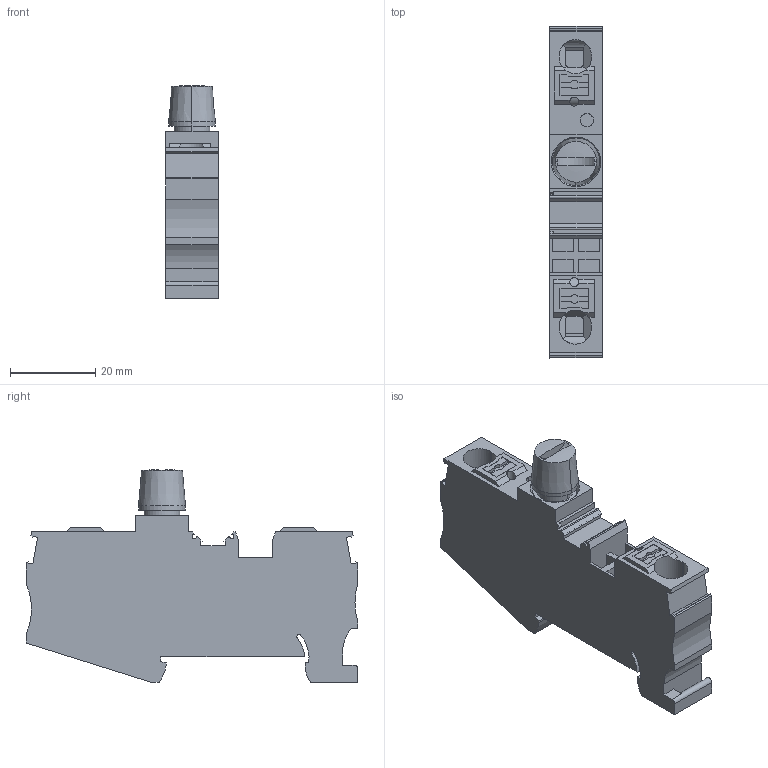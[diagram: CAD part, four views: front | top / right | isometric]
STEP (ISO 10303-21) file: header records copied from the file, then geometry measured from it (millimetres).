
FILE_DESCRIPTION(('Creo Elements/Direct Modeling STEP Export'),'2;1');
FILE_NAME('model.stp','2020-04-21T 8:12:19',(''),(''),'Creo Elements/Direct Modeling STEP processor for AP214 (Solid Model)','Creo Elements/Direct Modeling 20.1A 29-Sep-2018 (C) Parametric Technology GmbH','');
FILE_SCHEMA(('AUTOMOTIVE_DESIGN { 1 0 10303 214 1 1 1 1 }'));
Length unit declared in the file: millimetre
Products named in the file (2): PT_6_DREHSI_5X20-select
Assembly tree (1 placements, depth 2):
  PT_6_DREHSI_5X20-select
    PT_6_DREHSI_5X20-select
Bounding box: 12.3 x 77.7 x 49.84 mm (x, y, z)
Volume: 27116.7 mm3; surface area: 10324.4 mm2
Topology: 1 solids, 1 shells, 202 faces, 578 edges, 386 vertices
Faces by surface type: plane 158, cylinder 38, cone 4, torus 2
Entity records: 9143 total; most frequent: CARTESIAN_POINT 2292, ORIENTED_EDGE 1156, DIRECTION 1004, EDGE_CURVE 578, VECTOR 438, LINE 438, VERTEX_POINT 386, AXIS2_PLACEMENT_3D 283
